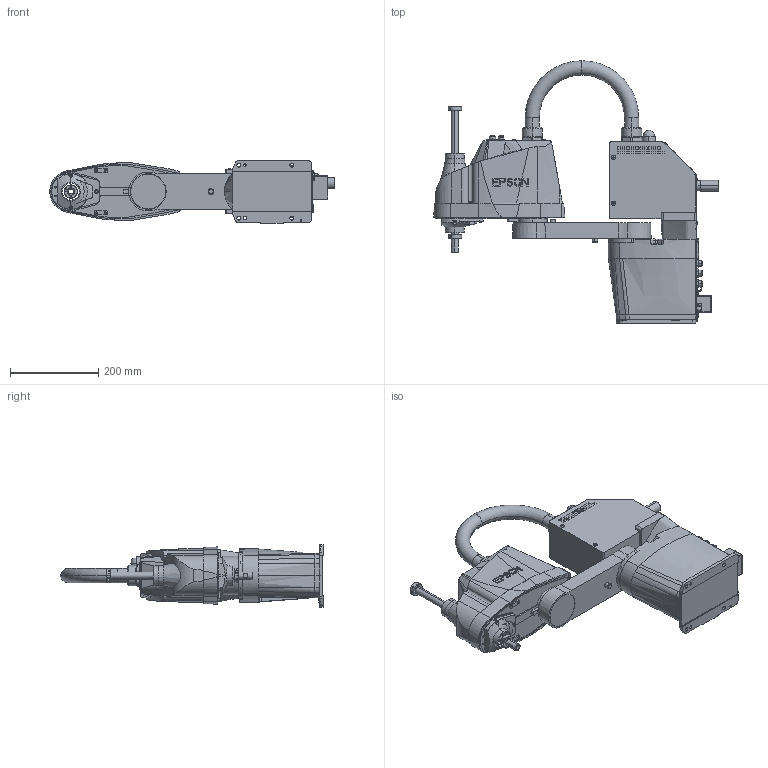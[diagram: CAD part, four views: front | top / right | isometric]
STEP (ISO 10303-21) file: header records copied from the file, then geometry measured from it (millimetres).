
FILE_DESCRIPTION((''),'2;1');
FILE_NAME('T3-B401S-W_ASM','2021-07-09T',('9607552'),(''),'CREO PARAMETRIC BY PTC INC, 2018360','CREO PARAMETRIC BY PTC INC, 2018360','');
FILE_SCHEMA(('AUTOMOTIVE_DESIGN { 1 0 10303 214 1 1 1 1 }'));
Products named in the file (7): _T3-B401S_B; _T3-B401S_A1; _T3-B401S_CABLE; _T3-B401S_A2; _T3-B401S_SHAFT; T3-B401S-W_1_ASM; T3-B401S-W_ASM
Assembly tree (6 placements, depth 3):
  T3-B401S-W_ASM
    T3-B401S-W_1_ASM
      _T3-B401S_B
      _T3-B401S_A1
      _T3-B401S_CABLE
      _T3-B401S_A2
      _T3-B401S_SHAFT
Bounding box: 643.75 x 593.9 x 142 mm (x, y, z)
Volume: 5708685.2 mm3; surface area: 760926.9 mm2
Topology: 4 solids, 5 shells, 2795 faces, 7296 edges, 4828 vertices
Faces by surface type: plane 1841, cylinder 708, cone 113, torus 86, bspline 29, sphere 18
Entity records: 100665 total; most frequent: CARTESIAN_POINT 21260, ORIENTED_EDGE 14572, DIRECTION 14547, EDGE_CURVE 7288, VECTOR 5019, LINE 5019, VERTEX_POINT 4828, AXIS2_PLACEMENT_3D 4764
